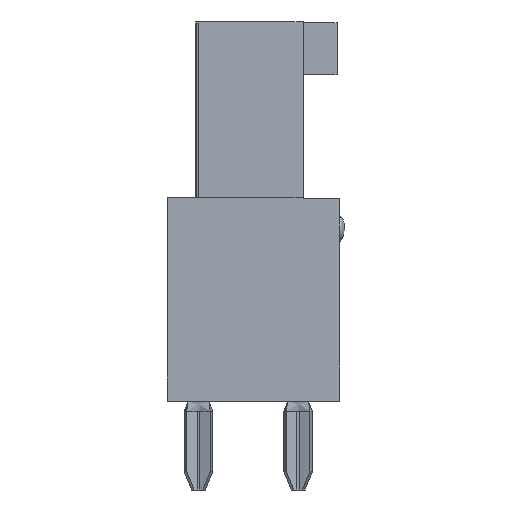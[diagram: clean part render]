
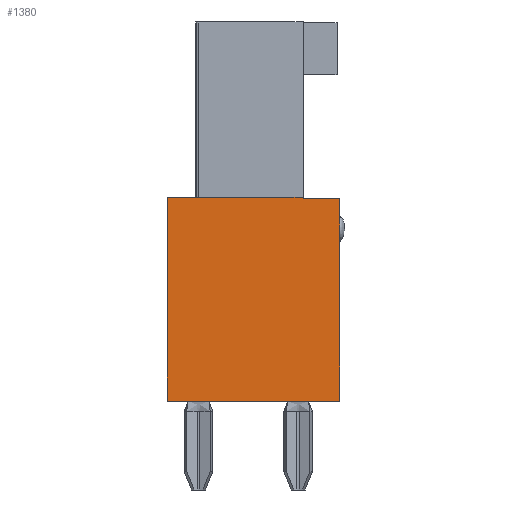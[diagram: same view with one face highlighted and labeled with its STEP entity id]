
A CAD part, left-side view. The second image highlights one B-rep face of the part: STEP entity #1380.
In plain terms, the highlighted planar face has unit normal (-1, 0, 0).
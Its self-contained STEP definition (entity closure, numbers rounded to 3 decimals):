
#1380 = ADVANCED_FACE( '', ( #3536 ), #3537, .F. );
#3536 = FACE_OUTER_BOUND( '', #6632, .T. );
#3537 = PLANE( '', #6633 );
#6632 = EDGE_LOOP( '', ( #10631, #10632, #10633, #10634, #10635, #10636, #10637, #10638, #10639, #10640, #10641, #10642 ) );
#6633 = AXIS2_PLACEMENT_3D( '', #10643, #10644, #10645 );
#10631 = ORIENTED_EDGE( '', *, *, #19662, .F. );
#10632 = ORIENTED_EDGE( '', *, *, #19663, .T. );
#10633 = ORIENTED_EDGE( '', *, *, #19664, .F. );
#10634 = ORIENTED_EDGE( '', *, *, #19665, .T. );
#10635 = ORIENTED_EDGE( '', *, *, #19666, .F. );
#10636 = ORIENTED_EDGE( '', *, *, #19667, .F. );
#10637 = ORIENTED_EDGE( '', *, *, #19668, .F. );
#10638 = ORIENTED_EDGE( '', *, *, #19669, .F. );
#10639 = ORIENTED_EDGE( '', *, *, #19670, .F. );
#10640 = ORIENTED_EDGE( '', *, *, #19671, .F. );
#10641 = ORIENTED_EDGE( '', *, *, #19672, .F. );
#10642 = ORIENTED_EDGE( '', *, *, #19673, .F. );
#10643 = CARTESIAN_POINT( '', ( -23.255, 0., 0. ) );
#10644 = DIRECTION( '', ( 1., 0., 0. ) );
#10645 = DIRECTION( '', ( 0., 0., -1. ) );
#19662 = EDGE_CURVE( '', #23952, #23953, #23954, .T. );
#19663 = EDGE_CURVE( '', #23952, #23955, #23956, .F. );
#19664 = EDGE_CURVE( '', #23957, #23955, #23958, .T. );
#19665 = EDGE_CURVE( '', #23957, #23959, #23960, .F. );
#19666 = EDGE_CURVE( '', #23961, #23959, #23962, .T. );
#19667 = EDGE_CURVE( '', #23963, #23961, #23964, .T. );
#19668 = EDGE_CURVE( '', #23965, #23963, #23966, .T. );
#19669 = EDGE_CURVE( '', #23967, #23965, #23968, .T. );
#19670 = EDGE_CURVE( '', #23969, #23967, #23970, .T. );
#19671 = EDGE_CURVE( '', #23971, #23969, #23972, .T. );
#19672 = EDGE_CURVE( '', #23973, #23971, #23974, .T. );
#19673 = EDGE_CURVE( '', #23953, #23973, #23975, .T. );
#23952 = VERTEX_POINT( '', #30059 );
#23953 = VERTEX_POINT( '', #30060 );
#23954 = LINE( '', #30061, #30062 );
#23955 = VERTEX_POINT( '', #30063 );
#23956 = CIRCLE( '', #30064, 0.02 );
#23957 = VERTEX_POINT( '', #30065 );
#23958 = LINE( '', #30066, #30067 );
#23959 = VERTEX_POINT( '', #30068 );
#23960 = CIRCLE( '', #30069, 0.02 );
#23961 = VERTEX_POINT( '', #30070 );
#23962 = LINE( '', #30071, #30072 );
#23963 = VERTEX_POINT( '', #30073 );
#23964 = LINE( '', #30074, #30075 );
#23965 = VERTEX_POINT( '', #30076 );
#23966 = LINE( '', #30077, #30078 );
#23967 = VERTEX_POINT( '', #30079 );
#23968 = LINE( '', #30080, #30081 );
#23969 = VERTEX_POINT( '', #30082 );
#23970 = LINE( '', #30083, #30084 );
#23971 = VERTEX_POINT( '', #30085 );
#23972 = LINE( '', #30086, #30087 );
#23973 = VERTEX_POINT( '', #30088 );
#23974 = LINE( '', #30089, #30090 );
#23975 = LINE( '', #30091, #30092 );
#30059 = CARTESIAN_POINT( '', ( -23.255, -3.31, 2.2 ) );
#30060 = CARTESIAN_POINT( '', ( -23.255, -3.3, 2.2 ) );
#30061 = CARTESIAN_POINT( '', ( -23.255, -3.33, 2.2 ) );
#30062 = VECTOR( '', #37044, 1000. );
#30063 = CARTESIAN_POINT( '', ( -23.255, -3.33, 2.22 ) );
#30064 = AXIS2_PLACEMENT_3D( '', #37045, #37046, #37047 );
#30065 = CARTESIAN_POINT( '', ( -23.255, -3.33, 2.23 ) );
#30066 = CARTESIAN_POINT( '', ( -23.255, -3.33, 2.25 ) );
#30067 = VECTOR( '', #37048, 1000. );
#30068 = CARTESIAN_POINT( '', ( -23.255, -3.31, 2.25 ) );
#30069 = AXIS2_PLACEMENT_3D( '', #37049, #37050, #37051 );
#30070 = CARTESIAN_POINT( '', ( -23.255, -3.3, 2.25 ) );
#30071 = CARTESIAN_POINT( '', ( -23.255, -3.3, 2.25 ) );
#30072 = VECTOR( '', #37052, 1000. );
#30073 = CARTESIAN_POINT( '', ( -23.255, -3.3, 3.85 ) );
#30074 = CARTESIAN_POINT( '', ( -23.255, -3.3, 3.9 ) );
#30075 = VECTOR( '', #37053, 1000. );
#30076 = CARTESIAN_POINT( '', ( -23.255, -1.9, 3.85 ) );
#30077 = CARTESIAN_POINT( '', ( -23.255, 0., 3.85 ) );
#30078 = VECTOR( '', #37054, 1000. );
#30079 = CARTESIAN_POINT( '', ( -23.255, -1.9, 3.9 ) );
#30080 = CARTESIAN_POINT( '', ( -23.255, -1.9, 0. ) );
#30081 = VECTOR( '', #37055, 1000. );
#30082 = CARTESIAN_POINT( '', ( -23.255, 3.3, 3.9 ) );
#30083 = CARTESIAN_POINT( '', ( -23.255, 3.3, 3.9 ) );
#30084 = VECTOR( '', #37056, 1000. );
#30085 = CARTESIAN_POINT( '', ( -23.255, 3.3, -3.9 ) );
#30086 = CARTESIAN_POINT( '', ( -23.255, 3.3, -3.9 ) );
#30087 = VECTOR( '', #37057, 1000. );
#30088 = CARTESIAN_POINT( '', ( -23.255, -3.3, -3.9 ) );
#30089 = CARTESIAN_POINT( '', ( -23.255, -3.3, -3.9 ) );
#30090 = VECTOR( '', #37058, 1000. );
#30091 = CARTESIAN_POINT( '', ( -23.255, -3.3, 3.9 ) );
#30092 = VECTOR( '', #37059, 1000. );
#37044 = DIRECTION( '', ( 0., 1., 0. ) );
#37045 = CARTESIAN_POINT( '', ( -23.255, -3.31, 2.22 ) );
#37046 = DIRECTION( '', ( 1., 0., 0. ) );
#37047 = DIRECTION( '', ( 0., 0., -1. ) );
#37048 = DIRECTION( '', ( 0., 0., -1. ) );
#37049 = CARTESIAN_POINT( '', ( -23.255, -3.31, 2.23 ) );
#37050 = DIRECTION( '', ( 1., 0., 0. ) );
#37051 = DIRECTION( '', ( 0., 0., -1. ) );
#37052 = DIRECTION( '', ( 0., -1., 0. ) );
#37053 = DIRECTION( '', ( 0., 0., -1. ) );
#37054 = DIRECTION( '', ( 0., -1., 0. ) );
#37055 = DIRECTION( '', ( 0., 0., -1. ) );
#37056 = DIRECTION( '', ( 0., -1., 0. ) );
#37057 = DIRECTION( '', ( 0., 0., 1. ) );
#37058 = DIRECTION( '', ( 0., 1., 0. ) );
#37059 = DIRECTION( '', ( 0., 0., -1. ) );
